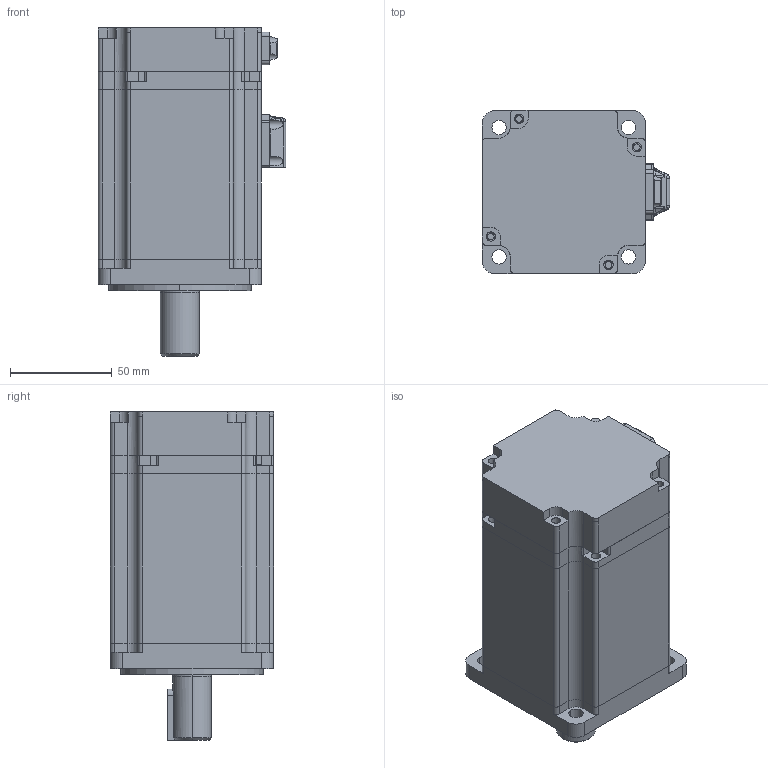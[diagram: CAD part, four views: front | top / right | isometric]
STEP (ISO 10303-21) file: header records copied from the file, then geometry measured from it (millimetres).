
FILE_DESCRIPTION (( 'STEP AP203' ), '1' );
FILE_NAME ('SAN-MT-H100B30H08N1V6E.STEP', '2020-07-24T11:24:48', ( 'User' ), ( 'china' ), 'SwSTEP 2.0', 'SolidWorks 2016', '' );
FILE_SCHEMA (( 'CONFIG_CONTROL_DESIGN' ));
Length unit declared in the file: millimetre
Products named in the file (1): SAN-MT-H100B30H08N1V6E
Bounding box: 92 x 80 x 161 mm (x, y, z)
Surface area: 68102.4 mm2 (no closed solid volume)
Topology: 0 solids, 15 shells, 334 faces, 1008 edges, 684 vertices
Faces by surface type: cylinder 189, plane 126, sphere 8, cone 7, bspline 4
Entity records: 11705 total; most frequent: CARTESIAN_POINT 2469, DIRECTION 2001, ORIENTED_EDGE 1763, EDGE_CURVE 1002, AXIS2_PLACEMENT_3D 738, VERTEX_POINT 684, VECTOR 525, LINE 525
